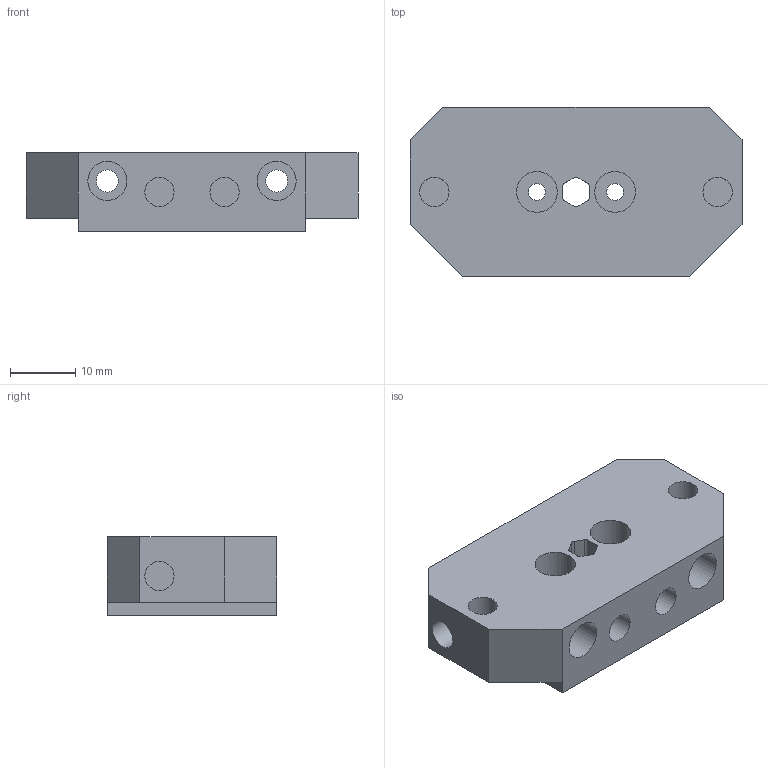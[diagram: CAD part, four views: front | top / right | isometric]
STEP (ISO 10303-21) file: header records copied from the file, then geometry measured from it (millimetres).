
FILE_DESCRIPTION(/* description */ (''),/* implementation_level */ '2;1');
FILE_NAME(/* name */ 'blockhead Main Bodies.step',/* time_stamp */ '2022-04-25T08:14:28-04:00',/* author */ (''),/* organization */ (''),/* preprocessor_version */ 'ST-DEVELOPER v18.1',/* originating_system */ 'Autodesk Translation Framework v10.14.0.1471',/* authorisation */ '');
FILE_SCHEMA (('AUTOMOTIVE_DESIGN { 1 0 10303 214 3 1 1 }'));
Length unit declared in the file: millimetre
Products named in the file (1): Main Body mount
Bounding box: 51 x 26 x 12 mm (x, y, z)
Volume: 11938.8 mm3; surface area: 5747.9 mm2
Topology: 1 solids, 1 shells, 60 faces, 142 edges, 94 vertices
Faces by surface type: plane 36, cylinder 24
Full cylindrical faces by diameter (mm): 2.6 x2, 3.4 x2, 4.5 x6, 6 x2, 6.25 x2
Entity records: 1805 total; most frequent: DIRECTION 312, CARTESIAN_POINT 297, ORIENTED_EDGE 284, EDGE_CURVE 142, AXIS2_PLACEMENT_3D 109, LINE 94, VECTOR 94, VERTEX_POINT 94
